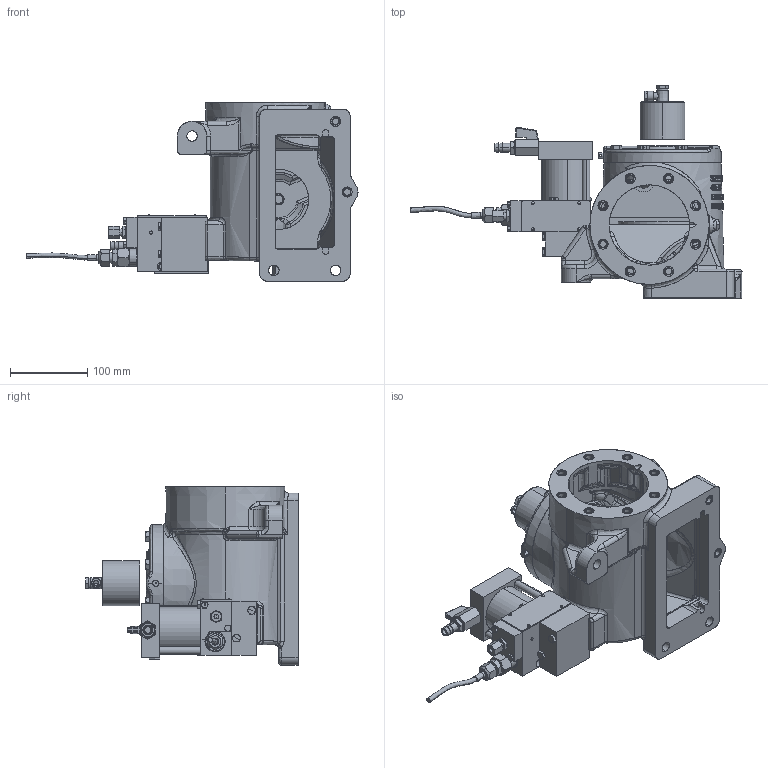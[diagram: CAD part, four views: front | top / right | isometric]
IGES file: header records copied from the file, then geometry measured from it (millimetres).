
Start section: SolidWorks IGES file using analytic representation for surfaces
Global section: file name: GL80SE-M_252540.IGS; native system: SolidWorks 2010; preprocessor: SolidWorks 2010; author: LarsenR; date: 130918.104319; units: millimetre
Bounding box: 430.11 x 275 x 231 mm (x, y, z)
Surface area: 424975.8 mm2 (no closed solid volume)
Topology: 0 solids, 0 shells, 1710 faces, 30083 edges, 30018 vertices
Faces by surface type: bspline 1125, revolution 585
